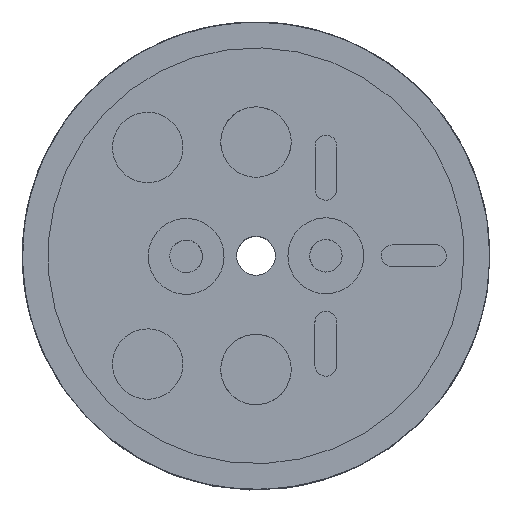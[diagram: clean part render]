
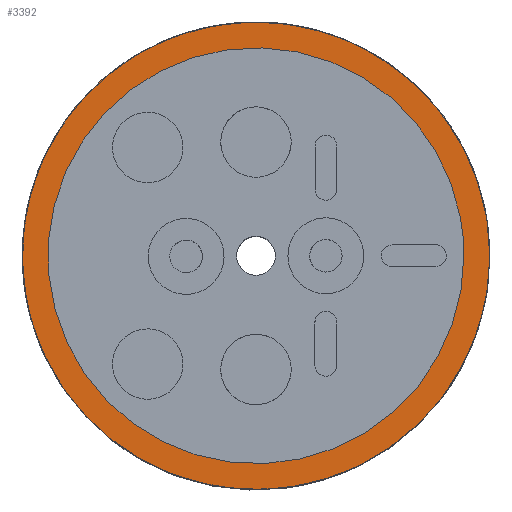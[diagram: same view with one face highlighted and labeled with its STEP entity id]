
A CAD part, top view. The second image highlights one B-rep face of the part: STEP entity #3392.
In plain terms, the highlighted planar face has unit normal (0, 0, 1).
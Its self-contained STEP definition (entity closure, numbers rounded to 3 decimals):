
#1930=CARTESIAN_POINT('',(9.6,-0.,58.999));
#1931=VERTEX_POINT('',#1930);
#1932=CARTESIAN_POINT('',(9.6,-0.,58.999));
#1933=CARTESIAN_POINT('',(9.6,-0.945,58.999));
#1934=CARTESIAN_POINT('',(9.416,-1.873,58.999));
#1935=CARTESIAN_POINT('',(9.231,-2.8,58.999));
#1936=CARTESIAN_POINT('',(8.869,-3.674,58.999));
#1937=CARTESIAN_POINT('',(8.508,-4.547,58.999));
#1938=CARTESIAN_POINT('',(7.982,-5.333,58.999));
#1939=CARTESIAN_POINT('',(7.457,-6.119,58.999));
#1940=CARTESIAN_POINT('',(6.788,-6.788,58.999));
#1941=CARTESIAN_POINT('',(6.12,-7.456,58.999));
#1942=CARTESIAN_POINT('',(5.333,-7.982,58.999));
#1943=CARTESIAN_POINT('',(4.548,-8.507,58.999));
#1944=CARTESIAN_POINT('',(3.674,-8.869,58.999));
#1945=CARTESIAN_POINT('',(2.801,-9.231,58.999));
#1946=CARTESIAN_POINT('',(1.873,-9.416,58.999));
#1947=CARTESIAN_POINT('',(0.946,-9.6,58.999));
#1948=CARTESIAN_POINT('',(-0.,-9.6,58.999));
#1949=CARTESIAN_POINT('',(-0.945,-9.6,58.999));
#1950=CARTESIAN_POINT('',(-1.873,-9.416,58.999));
#1951=CARTESIAN_POINT('',(-2.8,-9.231,58.999));
#1952=CARTESIAN_POINT('',(-3.674,-8.869,58.999));
#1953=CARTESIAN_POINT('',(-4.547,-8.508,58.999));
#1954=CARTESIAN_POINT('',(-5.333,-7.982,58.999));
#1955=CARTESIAN_POINT('',(-6.119,-7.457,58.999));
#1956=CARTESIAN_POINT('',(-6.788,-6.788,58.999));
#1957=CARTESIAN_POINT('',(-7.456,-6.12,58.999));
#1958=CARTESIAN_POINT('',(-7.982,-5.333,58.999));
#1959=CARTESIAN_POINT('',(-8.507,-4.548,58.999));
#1960=CARTESIAN_POINT('',(-8.869,-3.674,58.999));
#1961=CARTESIAN_POINT('',(-9.231,-2.801,58.999));
#1962=CARTESIAN_POINT('',(-9.416,-1.873,58.999));
#1963=CARTESIAN_POINT('',(-9.6,-0.946,58.999));
#1964=CARTESIAN_POINT('',(-9.6,-0.,58.999));
#1965=CARTESIAN_POINT('',(-9.6,0.945,58.999));
#1966=CARTESIAN_POINT('',(-9.416,1.873,58.999));
#1967=CARTESIAN_POINT('',(-9.231,2.8,58.999));
#1968=CARTESIAN_POINT('',(-8.869,3.674,58.999));
#1969=CARTESIAN_POINT('',(-8.508,4.547,58.999));
#1970=CARTESIAN_POINT('',(-7.982,5.333,58.999));
#1971=CARTESIAN_POINT('',(-7.457,6.119,58.999));
#1972=CARTESIAN_POINT('',(-6.788,6.788,58.999));
#1973=CARTESIAN_POINT('',(-6.12,7.456,58.999));
#1974=CARTESIAN_POINT('',(-5.333,7.982,58.999));
#1975=CARTESIAN_POINT('',(-4.548,8.507,58.999));
#1976=CARTESIAN_POINT('',(-3.674,8.869,58.999));
#1977=CARTESIAN_POINT('',(-2.801,9.231,58.999));
#1978=CARTESIAN_POINT('',(-1.873,9.416,58.999));
#1979=CARTESIAN_POINT('',(-0.946,9.6,58.999));
#1980=CARTESIAN_POINT('',(-0.,9.6,58.999));
#1981=CARTESIAN_POINT('',(0.945,9.6,58.999));
#1982=CARTESIAN_POINT('',(1.873,9.416,58.999));
#1983=CARTESIAN_POINT('',(2.8,9.231,58.999));
#1984=CARTESIAN_POINT('',(3.674,8.869,58.999));
#1985=CARTESIAN_POINT('',(4.547,8.508,58.999));
#1986=CARTESIAN_POINT('',(5.333,7.982,58.999));
#1987=CARTESIAN_POINT('',(6.119,7.457,58.999));
#1988=CARTESIAN_POINT('',(6.788,6.788,58.999));
#1989=CARTESIAN_POINT('',(7.456,6.12,58.999));
#1990=CARTESIAN_POINT('',(7.982,5.333,58.999));
#1991=CARTESIAN_POINT('',(8.507,4.548,58.999));
#1992=CARTESIAN_POINT('',(8.869,3.674,58.999));
#1993=CARTESIAN_POINT('',(9.231,2.801,58.999));
#1994=CARTESIAN_POINT('',(9.416,1.873,58.999));
#1995=CARTESIAN_POINT('',(9.507,1.411,58.999));
#1996=CARTESIAN_POINT('',(9.554,0.941,58.999));
#1997=CARTESIAN_POINT('',(9.6,0.472,58.999));
#1998=CARTESIAN_POINT('',(9.6,-0.,58.999));
#1999=B_SPLINE_CURVE_WITH_KNOTS('',2,(#1932,#1933,#1934,#1935,#1936,#1937,#1938,#1939,#1940,#1941,#1942,#1943,#1944,#1945,#1946,#1947,#1948,#1949,#1950,#1951,#1952,#1953,#1954,#1955,#1956,#1957,
#1958,#1959,#1960,#1961,#1962,#1963,#1964,#1965,#1966,#1967,#1968,#1969,#1970,#1971,#1972,#1973,#1974,#1975,#1976,#1977,#1978,#1979,#1980,#1981,#1982,
#1983,#1984,#1985,#1986,#1987,#1988,#1989,#1990,#1991,#1992,#1993,#1994,#1995,#1996,#1997,#1998),.UNSPECIFIED.,.T.,.F.,(3,2,2,2,2,2,2,2,2,2,2,2,2,2,2,2,2,2,2,2,2,2,2,2,2,2,
2,2,2,2,2,2,2,3),(0.,0.031,0.063,0.094,0.125,0.156,0.188,0.219,0.25,0.281,0.313,0.344,0.375,0.406,0.438,0.469,0.5,0.531,0.563,0.594,0.625,0.656,0.688,0.719,0.75,0.781,
0.813,0.844,0.875,0.906,0.938,0.969,0.984,1.),.UNSPECIFIED.);
#2000=EDGE_CURVE('',#1931,#1931,#1999,.T.);
#3312=CARTESIAN_POINT('',(11.88,-0.,58.999));
#3313=DIRECTION('',(-0.,0.,1.));
#3314=DIRECTION('',(1.,0.,0.));
#3315=AXIS2_PLACEMENT_3D('',#3312,#3313,#3314);
#3316=PLANE('',#3315);
#3317=ORIENTED_EDGE('',*,*,#2000,.T.);
#3318=EDGE_LOOP('',(#3317));
#3319=FACE_BOUND('',#3318,.T.);
#3320=CARTESIAN_POINT('',(10.8,-0.,58.999));
#3321=VERTEX_POINT('',#3320);
#3322=CARTESIAN_POINT('',(10.8,-0.,58.999));
#3323=CARTESIAN_POINT('',(10.8,-1.063,58.999));
#3324=CARTESIAN_POINT('',(10.592,-2.107,58.999));
#3325=CARTESIAN_POINT('',(10.385,-3.15,58.999));
#3326=CARTESIAN_POINT('',(9.978,-4.133,58.999));
#3327=CARTESIAN_POINT('',(9.571,-5.115,58.999));
#3328=CARTESIAN_POINT('',(8.98,-6.,58.999));
#3329=CARTESIAN_POINT('',(8.389,-6.884,58.999));
#3330=CARTESIAN_POINT('',(7.637,-7.637,58.999));
#3331=CARTESIAN_POINT('',(6.885,-8.389,58.999));
#3332=CARTESIAN_POINT('',(6.,-8.98,58.999));
#3333=CARTESIAN_POINT('',(5.116,-9.571,58.999));
#3334=CARTESIAN_POINT('',(4.133,-9.978,58.999));
#3335=CARTESIAN_POINT('',(3.151,-10.385,58.999));
#3336=CARTESIAN_POINT('',(2.107,-10.592,58.999));
#3337=CARTESIAN_POINT('',(1.064,-10.8,58.999));
#3338=CARTESIAN_POINT('',(-0.,-10.8,58.999));
#3339=CARTESIAN_POINT('',(-1.063,-10.8,58.999));
#3340=CARTESIAN_POINT('',(-2.107,-10.592,58.999));
#3341=CARTESIAN_POINT('',(-3.15,-10.385,58.999));
#3342=CARTESIAN_POINT('',(-4.133,-9.978,58.999));
#3343=CARTESIAN_POINT('',(-5.115,-9.571,58.999));
#3344=CARTESIAN_POINT('',(-6.,-8.98,58.999));
#3345=CARTESIAN_POINT('',(-6.884,-8.389,58.999));
#3346=CARTESIAN_POINT('',(-7.637,-7.637,58.999));
#3347=CARTESIAN_POINT('',(-8.389,-6.885,58.999));
#3348=CARTESIAN_POINT('',(-8.98,-6.,58.999));
#3349=CARTESIAN_POINT('',(-9.571,-5.116,58.999));
#3350=CARTESIAN_POINT('',(-9.978,-4.133,58.999));
#3351=CARTESIAN_POINT('',(-10.385,-3.151,58.999));
#3352=CARTESIAN_POINT('',(-10.592,-2.107,58.999));
#3353=CARTESIAN_POINT('',(-10.8,-1.064,58.999));
#3354=CARTESIAN_POINT('',(-10.8,-0.,58.999));
#3355=CARTESIAN_POINT('',(-10.8,1.063,58.999));
#3356=CARTESIAN_POINT('',(-10.592,2.107,58.999));
#3357=CARTESIAN_POINT('',(-10.385,3.15,58.999));
#3358=CARTESIAN_POINT('',(-9.978,4.133,58.999));
#3359=CARTESIAN_POINT('',(-9.571,5.115,58.999));
#3360=CARTESIAN_POINT('',(-8.98,6.,58.999));
#3361=CARTESIAN_POINT('',(-8.389,6.884,58.999));
#3362=CARTESIAN_POINT('',(-7.637,7.637,58.999));
#3363=CARTESIAN_POINT('',(-6.885,8.389,58.999));
#3364=CARTESIAN_POINT('',(-6.,8.98,58.999));
#3365=CARTESIAN_POINT('',(-5.116,9.571,58.999));
#3366=CARTESIAN_POINT('',(-4.133,9.978,58.999));
#3367=CARTESIAN_POINT('',(-3.151,10.385,58.999));
#3368=CARTESIAN_POINT('',(-2.107,10.592,58.999));
#3369=CARTESIAN_POINT('',(-1.064,10.8,58.999));
#3370=CARTESIAN_POINT('',(-0.,10.8,58.999));
#3371=CARTESIAN_POINT('',(1.063,10.8,58.999));
#3372=CARTESIAN_POINT('',(2.107,10.592,58.999));
#3373=CARTESIAN_POINT('',(3.15,10.385,58.999));
#3374=CARTESIAN_POINT('',(4.133,9.978,58.999));
#3375=CARTESIAN_POINT('',(5.115,9.571,58.999));
#3376=CARTESIAN_POINT('',(6.,8.98,58.999));
#3377=CARTESIAN_POINT('',(6.884,8.389,58.999));
#3378=CARTESIAN_POINT('',(7.637,7.637,58.999));
#3379=CARTESIAN_POINT('',(8.389,6.885,58.999));
#3380=CARTESIAN_POINT('',(8.98,6.,58.999));
#3381=CARTESIAN_POINT('',(9.571,5.116,58.999));
#3382=CARTESIAN_POINT('',(9.978,4.133,58.999));
#3383=CARTESIAN_POINT('',(10.385,3.151,58.999));
#3384=CARTESIAN_POINT('',(10.592,2.107,58.999));
#3385=CARTESIAN_POINT('',(10.8,1.064,58.999));
#3386=CARTESIAN_POINT('',(10.8,-0.,58.999));
#3387=B_SPLINE_CURVE_WITH_KNOTS('',2,(#3322,#3323,#3324,#3325,#3326,#3327,#3328,#3329,#3330,#3331,#3332,#3333,#3334,#3335,#3336,#3337,#3338,#3339,#3340,#3341,#3342,#3343,#3344,#3345,#3346,#3347,
#3348,#3349,#3350,#3351,#3352,#3353,#3354,#3355,#3356,#3357,#3358,#3359,#3360,#3361,#3362,#3363,#3364,#3365,#3366,#3367,#3368,#3369,#3370,#3371,#3372,
#3373,#3374,#3375,#3376,#3377,#3378,#3379,#3380,#3381,#3382,#3383,#3384,#3385,#3386),.UNSPECIFIED.,.T.,.F.,(3,2,2,2,2,2,2,2,2,2,2,2,2,2,2,2,2,2,2,2,2,2,2,2,2,2,
2,2,2,2,2,2,3),(0.,0.031,0.063,0.094,0.125,0.156,0.188,0.219,0.25,0.281,0.313,0.344,0.375,0.406,0.438,0.469,0.5,0.531,0.563,0.594,0.625,0.656,0.688,0.719,0.75,0.781,
0.813,0.844,0.875,0.906,0.938,0.969,1.),.UNSPECIFIED.);
#3388=EDGE_CURVE('',#3321,#3321,#3387,.T.);
#3389=ORIENTED_EDGE('',*,*,#3388,.F.);
#3390=EDGE_LOOP('',(#3389));
#3391=FACE_BOUND('',#3390,.T.);
#3392=ADVANCED_FACE('',(#3319,#3391),#3316,.T.);
